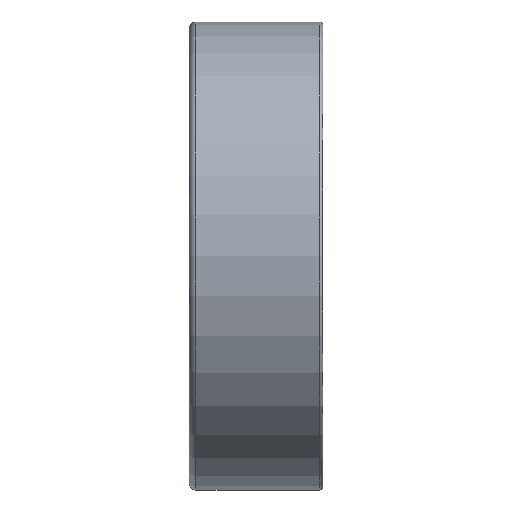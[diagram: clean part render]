
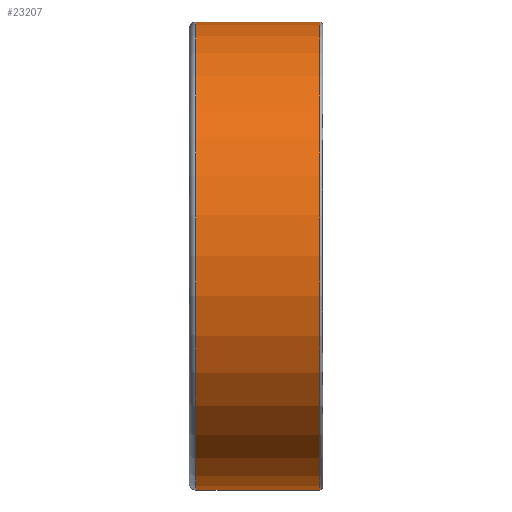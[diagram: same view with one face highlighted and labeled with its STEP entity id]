
A CAD part, top view. The second image highlights one B-rep face of the part: STEP entity #23207.
In plain terms, the highlighted cylindrical face has radius 21 mm (diameter 42 mm), a partial arc.
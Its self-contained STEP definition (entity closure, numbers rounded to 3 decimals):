
#13296=DIRECTION('',(-1.,0.,0.));
#13297=VECTOR('',#13296,11.1);
#13298=CARTESIAN_POINT('',(5.7,21.,0.));
#13299=LINE('',#13298,#13297);
#13303=DIRECTION('',(-1.,0.,0.));
#13304=VECTOR('',#13303,11.1);
#13305=CARTESIAN_POINT('',(5.7,-21.,0.));
#13306=LINE('',#13305,#13304);
#13318=CARTESIAN_POINT('',(5.7,0.,0.));
#13319=DIRECTION('',(1.,0.,0.));
#13320=DIRECTION('',(0.,1.,0.));
#13321=AXIS2_PLACEMENT_3D('',#13318,#13319,#13320);
#13326=CARTESIAN_POINT('',(-5.4,0.,0.));
#13327=DIRECTION('',(1.,0.,0.));
#13328=DIRECTION('',(0.,1.,0.));
#13329=AXIS2_PLACEMENT_3D('',#13326,#13327,#13328);
#20241=CARTESIAN_POINT('',(5.7,21.,0.));
#20242=CARTESIAN_POINT('',(-5.4,21.,0.));
#20243=VERTEX_POINT('',#20241);
#20244=VERTEX_POINT('',#20242);
#20253=CARTESIAN_POINT('',(5.7,-21.,0.));
#20254=CARTESIAN_POINT('',(-5.4,-21.,0.));
#20255=VERTEX_POINT('',#20253);
#20256=VERTEX_POINT('',#20254);
#23195=CARTESIAN_POINT('',(-6.6,0.,0.));
#23196=DIRECTION('',(1.,0.,0.));
#23197=DIRECTION('',(0.,-1.,0.));
#23198=AXIS2_PLACEMENT_3D('',#23195,#23196,#23197);
#23199=CYLINDRICAL_SURFACE('',#23198,21.);
#23200=ORIENTED_EDGE('',*,*,#23185,.F.);
#23201=ORIENTED_EDGE('',*,*,#23162,.T.);
#23202=ORIENTED_EDGE('',*,*,#23189,.T.);
#23204=ORIENTED_EDGE('',*,*,#23203,.F.);
#23205=EDGE_LOOP('',(#23200,#23201,#23202,#23204));
#23206=FACE_OUTER_BOUND('',#23205,.F.);
#13322=CIRCLE('',#13321,21.);
#13330=CIRCLE('',#13329,21.);
#23162=EDGE_CURVE('',#20243,#20255,#13322,.T.);
#23185=EDGE_CURVE('',#20243,#20244,#13299,.T.);
#23189=EDGE_CURVE('',#20255,#20256,#13306,.T.);
#23203=EDGE_CURVE('',#20244,#20256,#13330,.T.);
#23207=ADVANCED_FACE('',(#23206),#23199,.T.);
